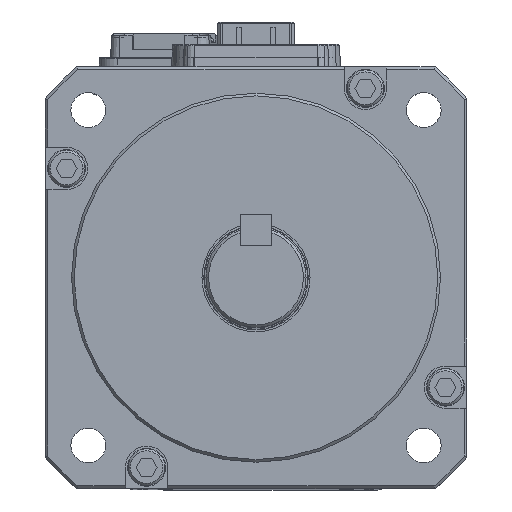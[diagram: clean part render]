
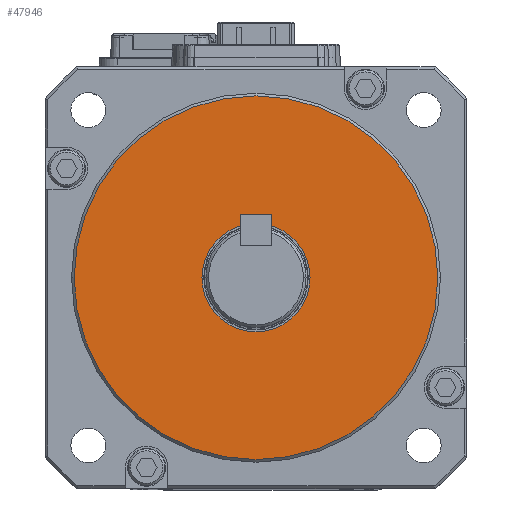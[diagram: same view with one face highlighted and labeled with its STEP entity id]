
A CAD part, top view. The second image highlights one B-rep face of the part: STEP entity #47946.
In plain terms, the highlighted planar face has unit normal (0, 0, 1).
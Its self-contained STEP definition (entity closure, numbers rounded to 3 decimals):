
#12882 = ORIENTED_EDGE ( 'NONE', *, *, #83863, .F. ) ;
#13755 = EDGE_LOOP ( 'NONE', ( #16341, #16353 ) ) ;
#13877 = EDGE_LOOP ( 'NONE', ( #12882, #16344 ) ) ;
#15928 = EDGE_CURVE ( 'NONE', #46231, #46285, #81140, .T. ) ;
#16341 = ORIENTED_EDGE ( 'NONE', *, *, #15928, .T. ) ;
#16344 = ORIENTED_EDGE ( 'NONE', *, *, #85274, .F. ) ;
#16353 = ORIENTED_EDGE ( 'NONE', *, *, #83802, .T. ) ;
#16655 = DIRECTION ( 'NONE',  ( 1., 0., 0. ) ) ;
#16669 = DIRECTION ( 'NONE',  ( 0., 0., 1. ) ) ;
#16673 = CARTESIAN_POINT ( 'NONE',  ( 0., 0., 68.5 ) ) ;
#36094 = CARTESIAN_POINT ( 'NONE',  ( -34.5, 0., 68.5 ) ) ;
#36230 = CARTESIAN_POINT ( 'NONE',  ( 10.25, 0., 68.5 ) ) ;
#36265 = CARTESIAN_POINT ( 'NONE',  ( -10.25, 0., 68.5 ) ) ;
#36267 = CARTESIAN_POINT ( 'NONE',  ( 34.5, 0., 68.5 ) ) ;
#44649 = AXIS2_PLACEMENT_3D ( 'NONE', #53383, #53377, #53368 ) ;
#46231 = VERTEX_POINT ( 'NONE', #36094 ) ;
#46283 = VERTEX_POINT ( 'NONE', #36230 ) ;
#46285 = VERTEX_POINT ( 'NONE', #36267 ) ;
#46299 = VERTEX_POINT ( 'NONE', #36265 ) ;
#47946 = ADVANCED_FACE ( 'NONE', ( #54483, #54488 ), #53382, .T. ) ;
#53368 = DIRECTION ( 'NONE',  ( 1., 0., 0. ) ) ;
#53377 = DIRECTION ( 'NONE',  ( 0., 0., 1. ) ) ;
#53382 = PLANE ( 'NONE',  #44649 ) ;
#53383 = CARTESIAN_POINT ( 'NONE',  ( 0., 0., 68.5 ) ) ;
#54483 = FACE_OUTER_BOUND ( 'NONE', #13755, .T. ) ;
#54488 = FACE_BOUND ( 'NONE', #13877, .T. ) ;
#76923 = AXIS2_PLACEMENT_3D ( 'NONE', #79592, #79583, #79565 ) ;
#76939 = CIRCLE ( 'NONE', #76923, 34.5 ) ;
#76966 = CIRCLE ( 'NONE', #76984, 10.25 ) ;
#76984 = AXIS2_PLACEMENT_3D ( 'NONE', #79647, #79679, #79652 ) ;
#77103 = AXIS2_PLACEMENT_3D ( 'NONE', #80152, #80086, #80177 ) ;
#77140 = CIRCLE ( 'NONE', #77103, 10.25 ) ;
#79565 = DIRECTION ( 'NONE',  ( 1., 0., 0. ) ) ;
#79583 = DIRECTION ( 'NONE',  ( 0., 0., 1. ) ) ;
#79592 = CARTESIAN_POINT ( 'NONE',  ( 0., 0., 68.5 ) ) ;
#79647 = CARTESIAN_POINT ( 'NONE',  ( 0., 0., 68.5 ) ) ;
#79652 = DIRECTION ( 'NONE',  ( 1., 0., 0. ) ) ;
#79679 = DIRECTION ( 'NONE',  ( 0., 0., 1. ) ) ;
#80086 = DIRECTION ( 'NONE',  ( 0., 0., 1. ) ) ;
#80152 = CARTESIAN_POINT ( 'NONE',  ( 0., 0., 68.5 ) ) ;
#80177 = DIRECTION ( 'NONE',  ( 1., 0., 0. ) ) ;
#81123 = AXIS2_PLACEMENT_3D ( 'NONE', #16673, #16669, #16655 ) ;
#81140 = CIRCLE ( 'NONE', #81123, 34.5 ) ;
#83802 = EDGE_CURVE ( 'NONE', #46285, #46231, #76939, .T. ) ;
#83863 = EDGE_CURVE ( 'NONE', #46299, #46283, #76966, .T. ) ;
#85274 = EDGE_CURVE ( 'NONE', #46283, #46299, #77140, .T. ) ;
